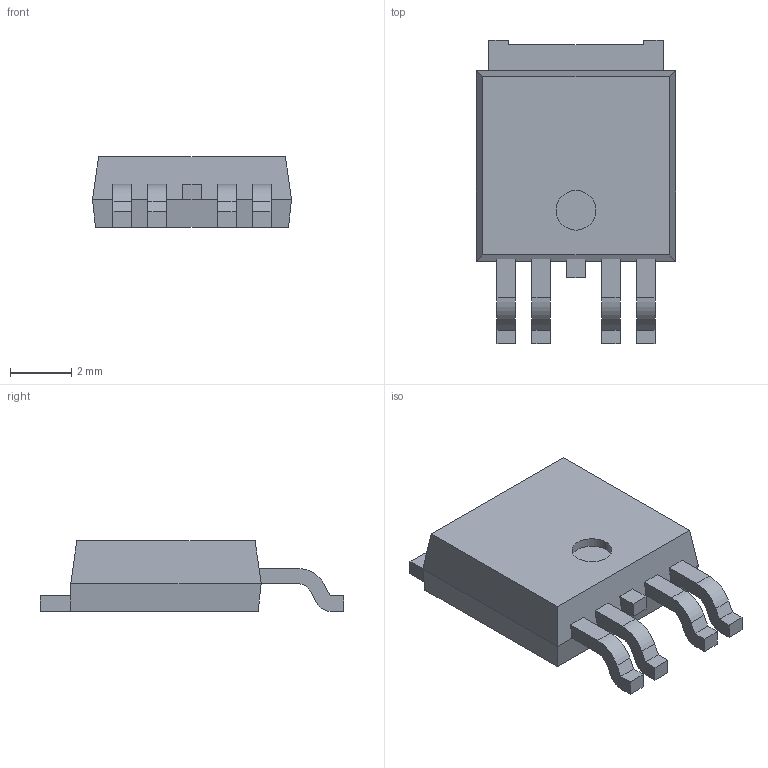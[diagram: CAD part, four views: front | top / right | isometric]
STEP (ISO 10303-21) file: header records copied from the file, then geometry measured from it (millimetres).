
FILE_DESCRIPTION(('FreeCAD Model'),'2;1');
FILE_NAME('DPAK_5.step','2018-02-13T17:41:32',( 'kicad StepUp'),('ksu MCAD'),'Open CASCADE STEP processor 6.8', 'FreeCAD','Unknown');
FILE_SCHEMA(('AUTOMOTIVE_DESIGN_CC2 { 1 2 10303 214 -1 1 5 4 }'));
Length unit declared in the file: millimetre
Products named in the file (1): DPAK_5
Bounding box: 6.5 x 9.9 x 2.3 mm (x, y, z)
Volume: 94.7 mm3; surface area: 173 mm2
Topology: 1 solids, 1 shells, 76 faces, 203 edges, 130 vertices
Faces by surface type: plane 62, cylinder 14
Entity records: 2872 total; most frequent: CARTESIAN_POINT 410, ORIENTED_EDGE 406, DIRECTION 385, EDGE_CURVE 203, LINE 175, VECTOR 175, VERTEX_POINT 130, AXIS2_PLACEMENT_3D 105
